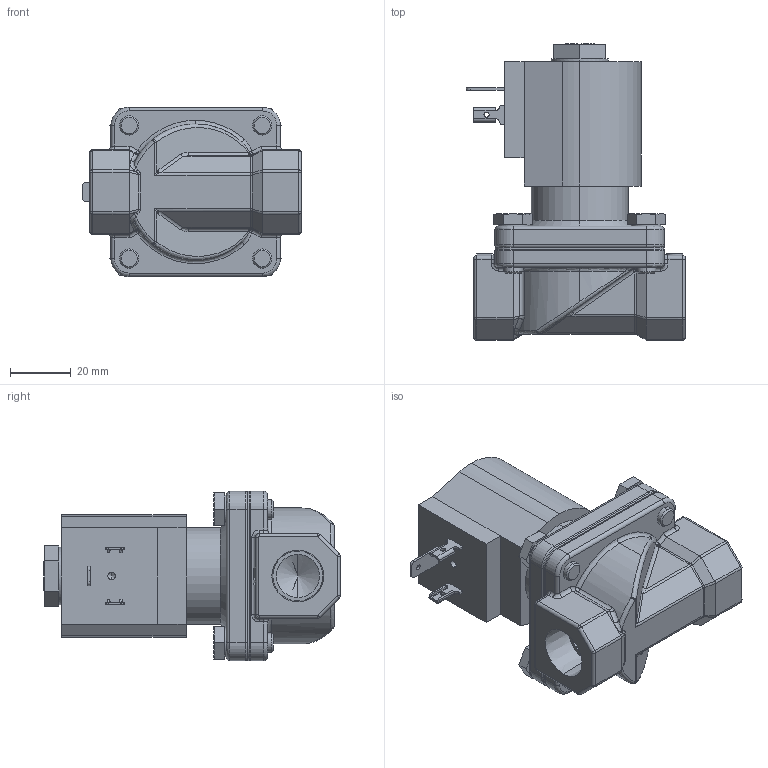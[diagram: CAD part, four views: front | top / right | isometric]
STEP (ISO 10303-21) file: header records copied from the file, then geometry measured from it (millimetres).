
FILE_DESCRIPTION (( 'STEP AP203' ), '1' );
FILE_NAME ('S201YH02V5CG4.step', '2025-12-15T20:39:56', ( '' ), ( '' ), 'SwSTEP 2.0', 'SolidWorks 2024', '' );
FILE_SCHEMA (( 'CONFIG_CONTROL_DESIGN' ));
Length unit declared in the file: inch
Products named in the file (1): S201YH02V5CG4
Bounding box: 72.42 x 97.97 x 56.01 mm (x, y, z)
Volume: 159040.8 mm3; surface area: 26081.3 mm2
Topology: 1 solids, 1 shells, 483 faces, 1182 edges, 718 vertices
Faces by surface type: plane 204, cylinder 153, bspline 98, cone 28
Entity records: 17032 total; most frequent: CARTESIAN_POINT 6287, ORIENTED_EDGE 2348, DIRECTION 2052, EDGE_CURVE 1174, AXIS2_PLACEMENT_3D 720, VERTEX_POINT 718, LINE 612, VECTOR 612
